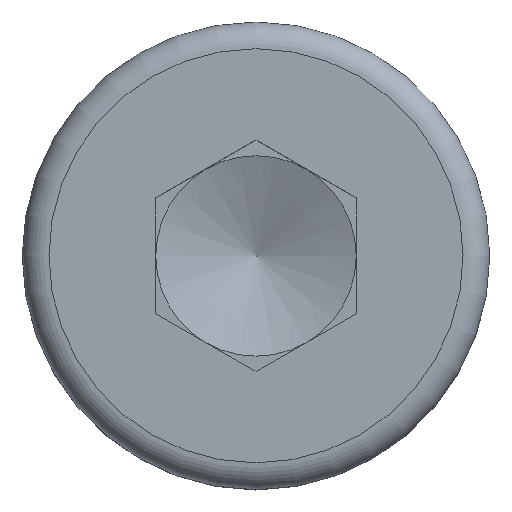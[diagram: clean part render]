
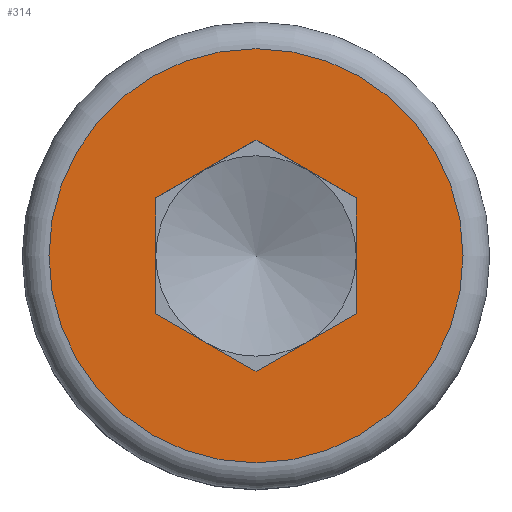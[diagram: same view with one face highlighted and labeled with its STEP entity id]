
A CAD part, top view. The second image highlights one B-rep face of the part: STEP entity #314.
In plain terms, the highlighted planar face has unit normal (0, 0, 1).
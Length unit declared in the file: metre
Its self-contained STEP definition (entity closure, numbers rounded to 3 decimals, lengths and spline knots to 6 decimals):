
#26=CIRCLE('',#356,0.0031);
#51=ORIENTED_EDGE('',*,*,#129,.T.);
#52=ORIENTED_EDGE('',*,*,#130,.T.);
#53=ORIENTED_EDGE('',*,*,#131,.T.);
#54=ORIENTED_EDGE('',*,*,#132,.T.);
#55=ORIENTED_EDGE('',*,*,#133,.T.);
#56=ORIENTED_EDGE('',*,*,#134,.T.);
#57=ORIENTED_EDGE('',*,*,#135,.T.);
#129=EDGE_CURVE('',#164,#164,#26,.T.);
#130=EDGE_CURVE('',#165,#166,#191,.T.);
#131=EDGE_CURVE('',#166,#167,#192,.T.);
#132=EDGE_CURVE('',#167,#168,#193,.T.);
#133=EDGE_CURVE('',#168,#169,#194,.T.);
#134=EDGE_CURVE('',#169,#170,#195,.T.);
#135=EDGE_CURVE('',#170,#165,#196,.T.);
#164=VERTEX_POINT('',#519);
#165=VERTEX_POINT('',#521);
#166=VERTEX_POINT('',#522);
#167=VERTEX_POINT('',#524);
#168=VERTEX_POINT('',#526);
#169=VERTEX_POINT('',#528);
#170=VERTEX_POINT('',#530);
#191=LINE('',#520,#215);
#192=LINE('',#523,#216);
#193=LINE('',#525,#217);
#194=LINE('',#527,#218);
#195=LINE('',#529,#219);
#196=LINE('',#531,#220);
#215=VECTOR('',#419,1.);
#216=VECTOR('',#420,1.);
#217=VECTOR('',#421,1.);
#218=VECTOR('',#422,1.);
#219=VECTOR('',#423,1.);
#220=VECTOR('',#424,1.);
#234=EDGE_LOOP('',(#51));
#235=EDGE_LOOP('',(#52,#53,#54,#55,#56,#57));
#266=FACE_BOUND('',#234,.T.);
#267=FACE_BOUND('',#235,.T.);
#299=PLANE('',#355);
#314=ADVANCED_FACE('',(#266,#267),#299,.F.);
#355=AXIS2_PLACEMENT_3D('',#517,#415,#416);
#356=AXIS2_PLACEMENT_3D('',#518,#417,#418);
#415=DIRECTION('',(0.,0.,-1.));
#416=DIRECTION('',(-1.,0.,0.));
#417=DIRECTION('',(0.,0.,1.));
#418=DIRECTION('',(1.,0.,0.));
#419=DIRECTION('',(0.,-1.,0.));
#420=DIRECTION('',(-0.866,-0.5,0.));
#421=DIRECTION('',(-0.866,0.5,0.));
#422=DIRECTION('',(0.,1.,0.));
#423=DIRECTION('',(0.866,0.5,0.));
#424=DIRECTION('',(0.866,-0.5,0.));
#517=CARTESIAN_POINT('',(-0.001102,0.,0.));
#518=CARTESIAN_POINT('',(0.,0.,0.));
#519=CARTESIAN_POINT('',(0.0031,0.,0.));
#520=CARTESIAN_POINT('',(0.0015,0.,0.));
#521=CARTESIAN_POINT('',(0.0015,0.000866,0.));
#522=CARTESIAN_POINT('',(0.0015,-0.000866,0.));
#523=CARTESIAN_POINT('',(0.000721,-0.001316,0.));
#524=CARTESIAN_POINT('',(0.,-0.001732,0.));
#525=CARTESIAN_POINT('',(-0.00075,-0.001299,0.));
#526=CARTESIAN_POINT('',(-0.0015,-0.000866,0.));
#527=CARTESIAN_POINT('',(-0.0015,0.,0.));
#528=CARTESIAN_POINT('',(-0.0015,0.000866,0.));
#529=CARTESIAN_POINT('',(-0.000743,0.001303,0.));
#530=CARTESIAN_POINT('',(0.,0.001732,0.));
#531=CARTESIAN_POINT('',(0.00075,0.001299,0.));
